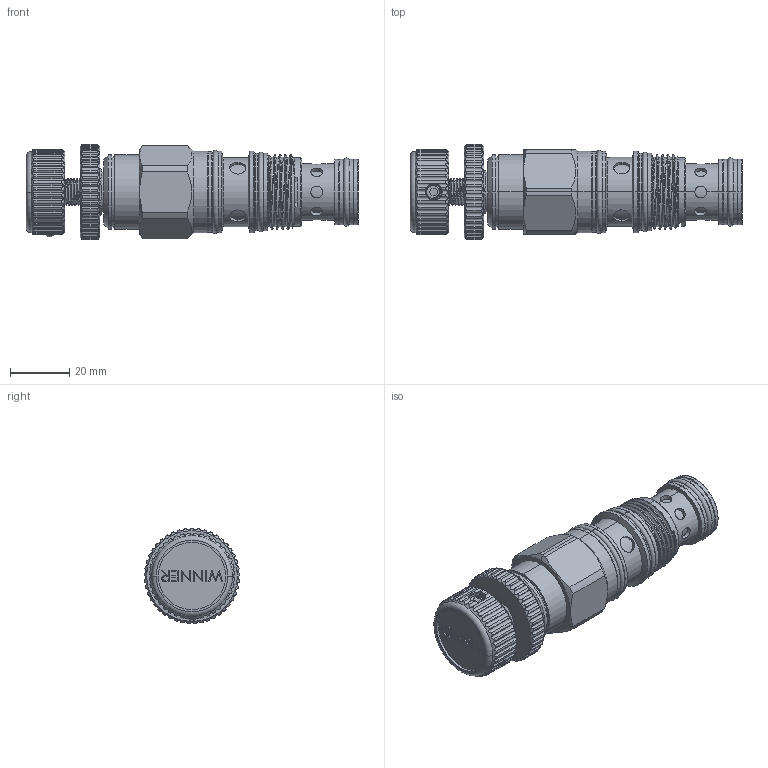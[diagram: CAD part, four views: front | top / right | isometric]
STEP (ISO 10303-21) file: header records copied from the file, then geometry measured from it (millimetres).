
FILE_DESCRIPTION (( 'STEP AP203' ), '1' );
FILE_NAME ('DP2A3M-K.STEP', '2024-05-28T06:08:44', ( '' ), ( '' ), 'SwSTEP 2.0', 'SolidWorks 2018', '' );
FILE_SCHEMA (( 'CONFIG_CONTROL_DESIGN' ));
Length unit declared in the file: millimetre
Products named in the file (1): DP2A3M-K
Bounding box: 111.91 x 32.2 x 32.18 mm (x, y, z)
Volume: 55721.6 mm3; surface area: 14958.2 mm2
Topology: 1 solids, 1 shells, 619 faces, 1629 edges, 1052 vertices
Faces by surface type: cylinder 379, plane 149, cone 49, bspline 24, torus 16, sphere 2
Entity records: 33346 total; most frequent: CARTESIAN_POINT 18787, ORIENTED_EDGE 3234, DIRECTION 2749, EDGE_CURVE 1617, VERTEX_POINT 1052, AXIS2_PLACEMENT_3D 1048, EDGE_LOOP 671, LINE 653
